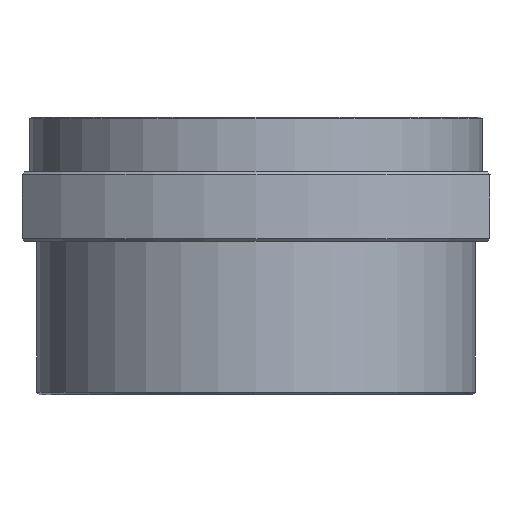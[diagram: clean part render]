
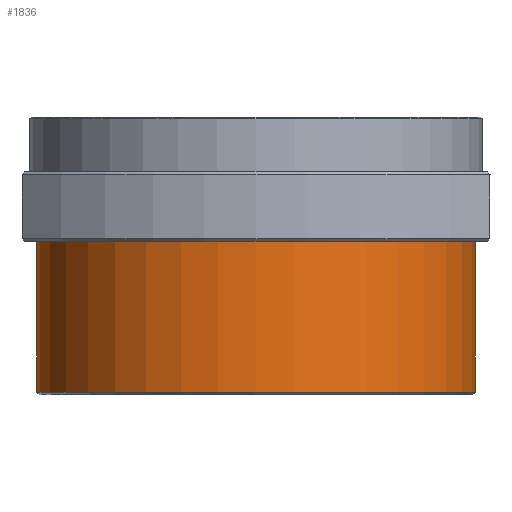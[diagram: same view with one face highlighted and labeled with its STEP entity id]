
A CAD part, front view. The second image highlights one B-rep face of the part: STEP entity #1836.
In plain terms, the highlighted cylindrical face has radius 60 mm (diameter 120 mm), a partial arc.
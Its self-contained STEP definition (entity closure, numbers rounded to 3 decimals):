
#109 = CARTESIAN_POINT ( 'NONE',  ( 0., 0., 42. ) ) ;
#343 = VECTOR ( 'NONE', #3037, 1000. ) ;
#732 = CARTESIAN_POINT ( 'NONE',  ( 60., 0., 0.75 ) ) ;
#892 = DIRECTION ( 'NONE',  ( 1., 0., 0. ) ) ;
#1397 = EDGE_CURVE ( 'NONE', #8448, #9793, #8893, .T. ) ;
#1717 = AXIS2_PLACEMENT_3D ( 'NONE', #4683, #2802, #892 ) ;
#1836 = ADVANCED_FACE ( 'NONE', ( #3929 ), #2981, .T. ) ;
#2379 = CARTESIAN_POINT ( 'NONE',  ( 60., 0., 42. ) ) ;
#2737 = VERTEX_POINT ( 'NONE', #10077 ) ;
#2802 = DIRECTION ( 'NONE',  ( 0., 0., 1. ) ) ;
#2981 = CYLINDRICAL_SURFACE ( 'NONE', #5840, 60. ) ;
#3037 = DIRECTION ( 'NONE',  ( 0., 0., -1. ) ) ;
#3811 = DIRECTION ( 'NONE',  ( -1., 0., 0. ) ) ;
#3929 = FACE_OUTER_BOUND ( 'NONE', #12669, .T. ) ;
#4385 = EDGE_CURVE ( 'NONE', #15659, #8448, #6687, .T. ) ;
#4683 = CARTESIAN_POINT ( 'NONE',  ( 0., 0., 0.75 ) ) ;
#4931 = CARTESIAN_POINT ( 'NONE',  ( -60., 0., 42. ) ) ;
#5133 = DIRECTION ( 'NONE',  ( 0., 0., -1. ) ) ;
#5543 = ORIENTED_EDGE ( 'NONE', *, *, #4385, .F. ) ;
#5705 = DIRECTION ( 'NONE',  ( 0., 0., -1. ) ) ;
#5807 = EDGE_CURVE ( 'NONE', #2737, #9793, #8267, .T. ) ;
#5840 = AXIS2_PLACEMENT_3D ( 'NONE', #13221, #5705, #3811 ) ;
#5936 = CARTESIAN_POINT ( 'NONE',  ( -60., 0., 42. ) ) ;
#6687 = CIRCLE ( 'NONE', #9530, 60. ) ;
#6811 = LINE ( 'NONE', #4931, #343 ) ;
#7019 = CARTESIAN_POINT ( 'NONE',  ( 60., 0., 42. ) ) ;
#8267 = CIRCLE ( 'NONE', #1717, 60. ) ;
#8448 = VERTEX_POINT ( 'NONE', #2379 ) ;
#8893 = LINE ( 'NONE', #7019, #17936 ) ;
#9530 = AXIS2_PLACEMENT_3D ( 'NONE', #109, #16630, #14755 ) ;
#9793 = VERTEX_POINT ( 'NONE', #732 ) ;
#10077 = CARTESIAN_POINT ( 'NONE',  ( -60., 0., 0.75 ) ) ;
#10491 = ORIENTED_EDGE ( 'NONE', *, *, #12590, .T. ) ;
#12590 = EDGE_CURVE ( 'NONE', #15659, #2737, #6811, .T. ) ;
#12669 = EDGE_LOOP ( 'NONE', ( #13785, #5543, #10491, #17435 ) ) ;
#13221 = CARTESIAN_POINT ( 'NONE',  ( 0., 0., 42. ) ) ;
#13785 = ORIENTED_EDGE ( 'NONE', *, *, #1397, .F. ) ;
#14755 = DIRECTION ( 'NONE',  ( -1., 0., 0. ) ) ;
#15659 = VERTEX_POINT ( 'NONE', #5936 ) ;
#16630 = DIRECTION ( 'NONE',  ( 0., 0., 1. ) ) ;
#17435 = ORIENTED_EDGE ( 'NONE', *, *, #5807, .T. ) ;
#17936 = VECTOR ( 'NONE', #5133, 1000. ) ;
